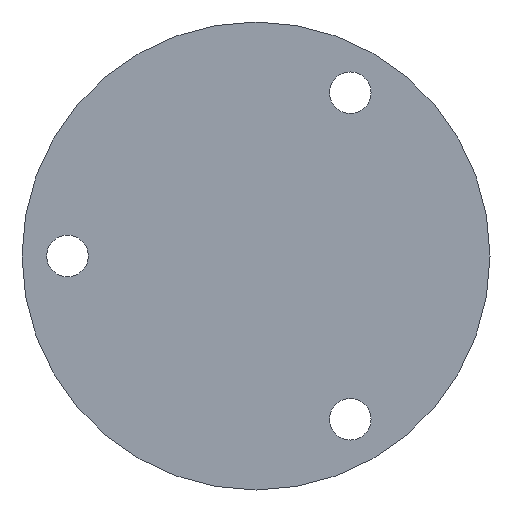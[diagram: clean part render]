
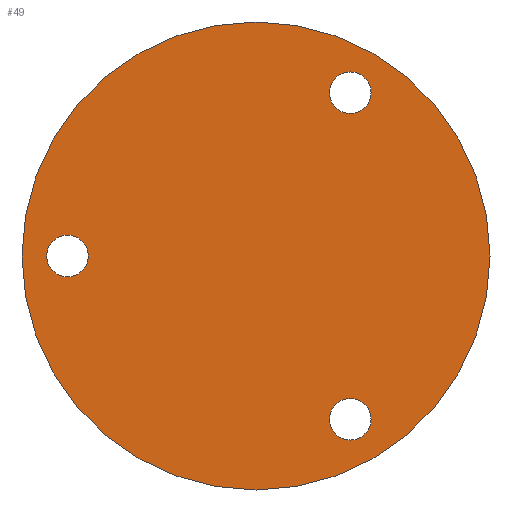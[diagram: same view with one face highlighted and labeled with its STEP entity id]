
A CAD part, front view. The second image highlights one B-rep face of the part: STEP entity #49.
In plain terms, the highlighted planar face has unit normal (0, -1, 0).
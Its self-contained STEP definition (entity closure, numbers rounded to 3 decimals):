
#49 = ADVANCED_FACE( '', ( #104, #105, #106, #107 ), #108, .F. );
#104 = FACE_BOUND( '', #159, .T. );
#105 = FACE_BOUND( '', #160, .T. );
#106 = FACE_BOUND( '', #161, .T. );
#107 = FACE_OUTER_BOUND( '', #162, .T. );
#108 = PLANE( '', #163 );
#159 = EDGE_LOOP( '', ( #222 ) );
#160 = EDGE_LOOP( '', ( #223 ) );
#161 = EDGE_LOOP( '', ( #224 ) );
#162 = EDGE_LOOP( '', ( #225 ) );
#163 = AXIS2_PLACEMENT_3D( '', #226, #227, #228 );
#222 = ORIENTED_EDGE( '', *, *, #258, .T. );
#223 = ORIENTED_EDGE( '', *, *, #266, .T. );
#224 = ORIENTED_EDGE( '', *, *, #249, .T. );
#225 = ORIENTED_EDGE( '', *, *, #260, .T. );
#226 = CARTESIAN_POINT( '', ( 18., 0., 0. ) );
#227 = DIRECTION( '', ( 0., 1., 0. ) );
#228 = DIRECTION( '', ( 0., 0., 1. ) );
#249 = EDGE_CURVE( '', #274, #274, #275, .T. );
#258 = EDGE_CURVE( '', #289, #289, #290, .T. );
#260 = EDGE_CURVE( '', #292, #292, #293, .T. );
#266 = EDGE_CURVE( '', #301, #301, #302, .T. );
#274 = VERTEX_POINT( '', #311 );
#275 = CIRCLE( '', #312, 1.6 );
#289 = VERTEX_POINT( '', #326 );
#290 = CIRCLE( '', #327, 1.6 );
#292 = VERTEX_POINT( '', #329 );
#293 = CIRCLE( '', #330, 18. );
#301 = VERTEX_POINT( '', #338 );
#302 = CIRCLE( '', #339, 1.6 );
#311 = CARTESIAN_POINT( '', ( -12.9, 0., 0. ) );
#312 = AXIS2_PLACEMENT_3D( '', #348, #349, #350 );
#326 = CARTESIAN_POINT( '', ( 6.45, 0., -11.172 ) );
#327 = AXIS2_PLACEMENT_3D( '', #366, #367, #368 );
#329 = CARTESIAN_POINT( '', ( 0., 0., -18. ) );
#330 = AXIS2_PLACEMENT_3D( '', #369, #370, #371 );
#338 = CARTESIAN_POINT( '', ( 6.45, 0., 11.172 ) );
#339 = AXIS2_PLACEMENT_3D( '', #378, #379, #380 );
#348 = CARTESIAN_POINT( '', ( -14.5, 0., 0. ) );
#349 = DIRECTION( '', ( 0., 1., 0. ) );
#350 = DIRECTION( '', ( 1., 0., 0. ) );
#366 = CARTESIAN_POINT( '', ( 7.25, 0., -12.557 ) );
#367 = DIRECTION( '', ( 0., 1., 0. ) );
#368 = DIRECTION( '', ( -0.5, 0., 0.866 ) );
#369 = CARTESIAN_POINT( '', ( 0., 0., 0. ) );
#370 = DIRECTION( '', ( 0., -1., 0. ) );
#371 = DIRECTION( '', ( 0., 0., -1. ) );
#378 = CARTESIAN_POINT( '', ( 7.25, 0., 12.557 ) );
#379 = DIRECTION( '', ( 0., 1., 0. ) );
#380 = DIRECTION( '', ( -0.5, 0., -0.866 ) );
